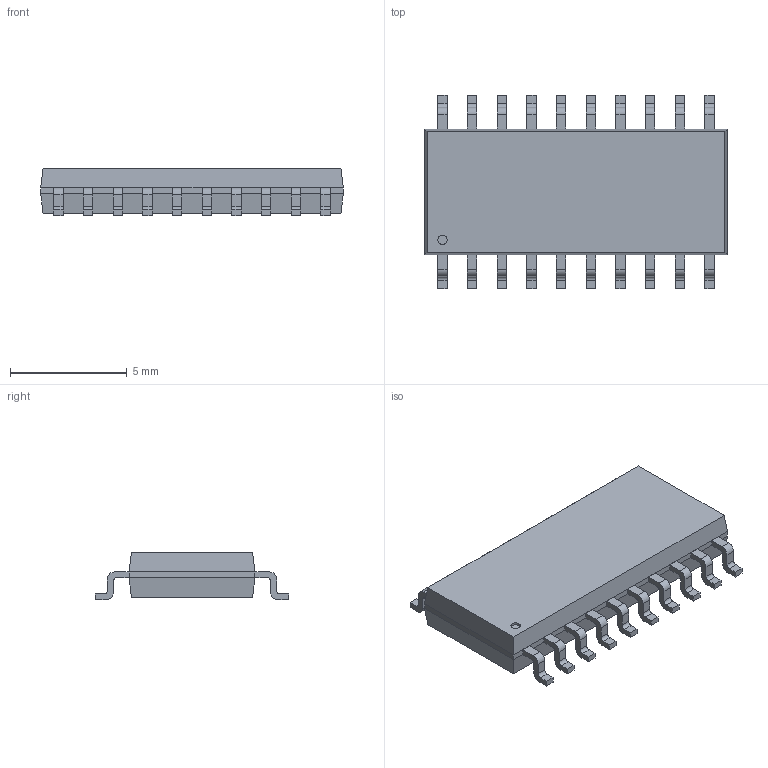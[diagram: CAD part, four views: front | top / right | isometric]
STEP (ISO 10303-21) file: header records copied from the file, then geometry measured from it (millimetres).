
FILE_DESCRIPTION(/* description */ (''),/* implementation_level */ '2;1');
FILE_NAME(/* name */ '5eff967f7c244518a3fd488a',/* time_stamp */ '2020-07-03T20:35:12+00:00',/* author */ (''),/* organization */ (''),/* preprocessor_version */ 'ST-DEVELOPER v16.7',/* originating_system */ $,/* authorisation */ $);
FILE_SCHEMA (('AUTOMOTIVE_DESIGN {1 0 10303 214 3 1 1}'));
Length unit declared in the file: metre
Products named in the file (21): Part 21; Part 20; Part 19; Part 18; Part 17; Part 16; Part 15; Part 14; Part 13; Part 12; Part 11; Part 10; Part 9; Part 8; Part 7; Part 6; Part 5; Part 4; Part 3; Part 2; Part 1
Bounding box: 12.95 x 8.26 x 2.03 mm (x, y, z)
Volume: 135.9 mm3; surface area: 264.4 mm2
Topology: 21 solids, 21 shells, 296 faces, 751 edges, 498 vertices
Faces by surface type: plane 215, cylinder 81
Full cylindrical faces by diameter (mm): 0.4 x1
Entity records: 9414 total; most frequent: CARTESIAN_POINT 1565, DIRECTION 1546, ORIENTED_EDGE 1500, EDGE_CURVE 750, LINE 588, VECTOR 588, VERTEX_POINT 498, AXIS2_PLACEMENT_3D 479
